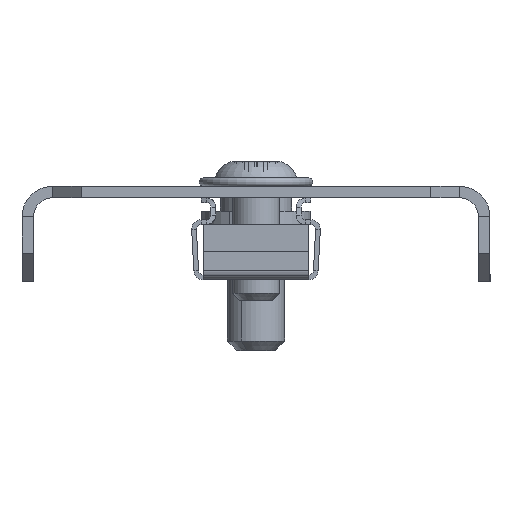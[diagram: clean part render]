
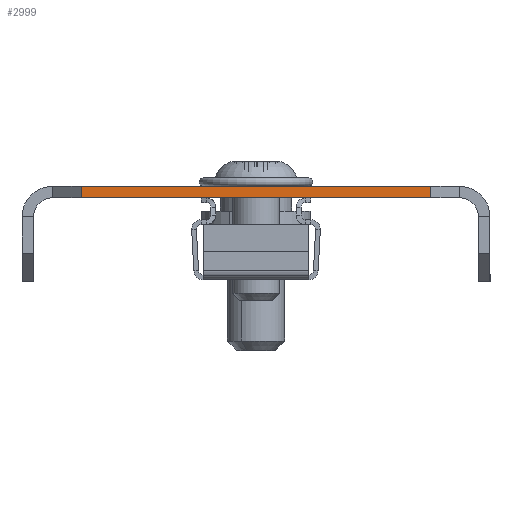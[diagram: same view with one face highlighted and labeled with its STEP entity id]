
A CAD part, left-side view. The second image highlights one B-rep face of the part: STEP entity #2999.
In plain terms, the highlighted planar face has unit normal (-1, 0, 0).
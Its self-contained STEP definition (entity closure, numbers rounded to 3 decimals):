
#81 = LINE ( 'NONE', #6698, #3091 ) ;
#97 = VECTOR ( 'NONE', #4865, 1000. ) ;
#350 = CARTESIAN_POINT ( 'NONE',  ( -245., 18.3, 1.2 ) ) ;
#502 = ORIENTED_EDGE ( 'NONE', *, *, #7295, .F. ) ;
#696 = ORIENTED_EDGE ( 'NONE', *, *, #5696, .T. ) ;
#1292 = ORIENTED_EDGE ( 'NONE', *, *, #3245, .T. ) ;
#2376 = LINE ( 'NONE', #3015, #4920 ) ;
#2892 = CARTESIAN_POINT ( 'NONE',  ( -245., -18.3, 0. ) ) ;
#2999 = ADVANCED_FACE ( 'NONE', ( #7389 ), #6651, .F. ) ;
#3015 = CARTESIAN_POINT ( 'NONE',  ( -245., -21.3, 1.2 ) ) ;
#3091 = VECTOR ( 'NONE', #3657, 1000. ) ;
#3245 = EDGE_CURVE ( 'NONE', #5401, #6322, #81, .T. ) ;
#3246 = DIRECTION ( 'NONE',  ( 0., 0., -1. ) ) ;
#3369 = LINE ( 'NONE', #4286, #97 ) ;
#3594 = ORIENTED_EDGE ( 'NONE', *, *, #7439, .T. ) ;
#3624 = DIRECTION ( 'NONE',  ( 0., -1., 0. ) ) ;
#3657 = DIRECTION ( 'NONE',  ( 0., 0., 1. ) ) ;
#4155 = EDGE_LOOP ( 'NONE', ( #3594, #1292, #502, #696 ) ) ;
#4225 = DIRECTION ( 'NONE',  ( 1., 0., 0. ) ) ;
#4286 = CARTESIAN_POINT ( 'NONE',  ( -245., -21.3, 0. ) ) ;
#4865 = DIRECTION ( 'NONE',  ( 0., -1., 0. ) ) ;
#4915 = CARTESIAN_POINT ( 'NONE',  ( -245., -18.3, 1.2 ) ) ;
#4920 = VECTOR ( 'NONE', #3624, 1000. ) ;
#5401 = VERTEX_POINT ( 'NONE', #2892 ) ;
#5456 = CARTESIAN_POINT ( 'NONE',  ( -245., -21.3, 1.2 ) ) ;
#5696 = EDGE_CURVE ( 'NONE', #6206, #7270, #6996, .T. ) ;
#6003 = DIRECTION ( 'NONE',  ( 0., 0., -1. ) ) ;
#6084 = CARTESIAN_POINT ( 'NONE',  ( -245., 18.3, 0. ) ) ;
#6206 = VERTEX_POINT ( 'NONE', #350 ) ;
#6322 = VERTEX_POINT ( 'NONE', #4915 ) ;
#6651 = PLANE ( 'NONE',  #7336 ) ;
#6698 = CARTESIAN_POINT ( 'NONE',  ( -245., -18.3, 1.2 ) ) ;
#6722 = CARTESIAN_POINT ( 'NONE',  ( -245., 18.3, 1.2 ) ) ;
#6802 = VECTOR ( 'NONE', #3246, 1000. ) ;
#6996 = LINE ( 'NONE', #6722, #6802 ) ;
#7270 = VERTEX_POINT ( 'NONE', #6084 ) ;
#7295 = EDGE_CURVE ( 'NONE', #6206, #6322, #2376, .T. ) ;
#7336 = AXIS2_PLACEMENT_3D ( 'NONE', #5456, #4225, #6003 ) ;
#7389 = FACE_OUTER_BOUND ( 'NONE', #4155, .T. ) ;
#7439 = EDGE_CURVE ( 'NONE', #7270, #5401, #3369, .T. ) ;
